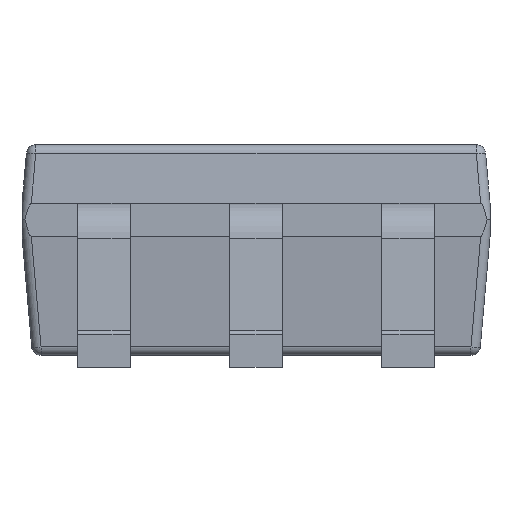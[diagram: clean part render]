
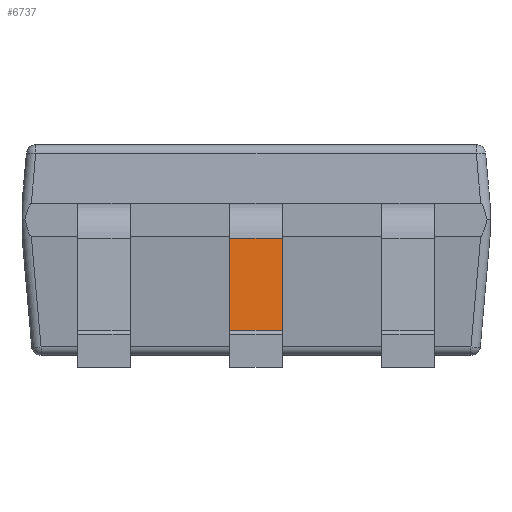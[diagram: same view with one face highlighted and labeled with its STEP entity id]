
A CAD part, left-side view. The second image highlights one B-rep face of the part: STEP entity #6737.
In plain terms, the highlighted planar face has unit normal (-0.998, 0, 0.071).
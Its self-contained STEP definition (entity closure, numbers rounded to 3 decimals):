
#863 = PLANE('',#864);
#864 = AXIS2_PLACEMENT_3D('',#865,#866,#867);
#865 = CARTESIAN_POINT('',(-0.85,0.113,0.16));
#866 = DIRECTION('',(0.,1.,0.));
#867 = DIRECTION('',(0.,0.,1.));
#994 = PLANE('',#995);
#995 = AXIS2_PLACEMENT_3D('',#996,#997,#998);
#996 = CARTESIAN_POINT('',(-0.85,-0.113,0.16));
#997 = DIRECTION('',(0.,1.,0.));
#998 = DIRECTION('',(0.,0.,1.));
#5844 = CYLINDRICAL_SURFACE('',#5845,0.02);
#5845 = AXIS2_PLACEMENT_3D('',#5846,#5847,#5848);
#5846 = CARTESIAN_POINT('',(-0.85,-0.113,0.16));
#5847 = DIRECTION('',(0.,1.,0.));
#5848 = DIRECTION('',(0.,0.,1.));
#6530 = CYLINDRICAL_SURFACE('',#6531,0.16);
#6531 = AXIS2_PLACEMENT_3D('',#6532,#6533,#6534);
#6532 = CARTESIAN_POINT('',(-0.642,-0.113,0.54));
#6533 = DIRECTION('',(0.,1.,0.));
#6534 = DIRECTION('',(0.,0.,1.));
#6590 = VERTEX_POINT('',#6591);
#6591 = CARTESIAN_POINT('',(-0.802,0.113,0.551));
#6639 = EDGE_CURVE('',#6640,#6590,#6642,.T.);
#6640 = VERTEX_POINT('',#6641);
#6641 = CARTESIAN_POINT('',(-0.802,-0.113,0.551));
#6642 = SURFACE_CURVE('',#6643,(#6647,#6676),.PCURVE_S1.);
#6643 = LINE('',#6644,#6645);
#6644 = CARTESIAN_POINT('',(-0.802,-0.113,0.551));
#6645 = VECTOR('',#6646,1.);
#6646 = DIRECTION('',(0.,1.,0.));
#6647 = PCURVE('',#6530,#6648);
#6648 = DEFINITIONAL_REPRESENTATION('',(#6649),#6675);
#6649 = B_SPLINE_CURVE_WITH_KNOTS('',3,(#6650,#6651,#6652,#6653,#6654,
    #6655,#6656,#6657,#6658,#6659,#6660,#6661,#6662,#6663,#6664,#6665,
    #6666,#6667,#6668,#6669,#6670,#6671,#6672,#6673,#6674),
  .UNSPECIFIED.,.F.,.F.,(4,1,1,1,1,1,1,1,1,1,1,1,1,1,1,1,1,1,1,1,1,1,4),
  (0.,0.01,0.02,0.031,
    0.041,0.051,0.061,
    0.072,0.082,0.092,
    0.102,0.113,0.123,0.133,0.143,
    0.153,0.164,0.174,0.184,
    0.194,0.205,0.215,0.225),
  .QUASI_UNIFORM_KNOTS.);
#6650 = CARTESIAN_POINT('',(4.784,0.));
#6651 = CARTESIAN_POINT('',(4.784,0.003));
#6652 = CARTESIAN_POINT('',(4.784,0.01));
#6653 = CARTESIAN_POINT('',(4.784,0.02));
#6654 = CARTESIAN_POINT('',(4.784,0.031));
#6655 = CARTESIAN_POINT('',(4.784,0.041));
#6656 = CARTESIAN_POINT('',(4.784,0.051));
#6657 = CARTESIAN_POINT('',(4.784,0.061));
#6658 = CARTESIAN_POINT('',(4.784,0.072));
#6659 = CARTESIAN_POINT('',(4.784,0.082));
#6660 = CARTESIAN_POINT('',(4.784,0.092));
#6661 = CARTESIAN_POINT('',(4.784,0.102));
#6662 = CARTESIAN_POINT('',(4.784,0.113));
#6663 = CARTESIAN_POINT('',(4.784,0.123));
#6664 = CARTESIAN_POINT('',(4.784,0.133));
#6665 = CARTESIAN_POINT('',(4.784,0.143));
#6666 = CARTESIAN_POINT('',(4.784,0.153));
#6667 = CARTESIAN_POINT('',(4.784,0.164));
#6668 = CARTESIAN_POINT('',(4.784,0.174));
#6669 = CARTESIAN_POINT('',(4.784,0.184));
#6670 = CARTESIAN_POINT('',(4.784,0.194));
#6671 = CARTESIAN_POINT('',(4.784,0.205));
#6672 = CARTESIAN_POINT('',(4.784,0.215));
#6673 = CARTESIAN_POINT('',(4.784,0.222));
#6674 = CARTESIAN_POINT('',(4.784,0.225));
#6675 = ( GEOMETRIC_REPRESENTATION_CONTEXT(2) 
PARAMETRIC_REPRESENTATION_CONTEXT() REPRESENTATION_CONTEXT('2D SPACE',''
  ) );
#6676 = PCURVE('',#6677,#6682);
#6677 = PLANE('',#6678);
#6678 = AXIS2_PLACEMENT_3D('',#6679,#6680,#6681);
#6679 = CARTESIAN_POINT('',(-0.802,-0.113,0.551));
#6680 = DIRECTION('',(0.997,0.,
    -0.071));
#6681 = DIRECTION('',(0.071,0.,
    0.997));
#6682 = DEFINITIONAL_REPRESENTATION('',(#6683),#6687);
#6683 = LINE('',#6684,#6685);
#6684 = CARTESIAN_POINT('',(0.,0.));
#6685 = VECTOR('',#6686,1.);
#6686 = DIRECTION('',(0.,-1.));
#6687 = ( GEOMETRIC_REPRESENTATION_CONTEXT(2) 
PARAMETRIC_REPRESENTATION_CONTEXT() REPRESENTATION_CONTEXT('2D SPACE',''
  ) );
#6737 = ADVANCED_FACE('',(#6738),#6677,.F.);
#6738 = FACE_BOUND('',#6739,.T.);
#6739 = EDGE_LOOP('',(#6740,#6763,#6808,#6829));
#6740 = ORIENTED_EDGE('',*,*,#6741,.T.);
#6741 = EDGE_CURVE('',#6590,#6742,#6744,.T.);
#6742 = VERTEX_POINT('',#6743);
#6743 = CARTESIAN_POINT('',(-0.83,0.113,0.159));
#6744 = SURFACE_CURVE('',#6745,(#6749,#6756),.PCURVE_S1.);
#6745 = LINE('',#6746,#6747);
#6746 = CARTESIAN_POINT('',(-0.802,0.113,0.551));
#6747 = VECTOR('',#6748,1.);
#6748 = DIRECTION('',(-0.071,0.,
    -0.997));
#6749 = PCURVE('',#6677,#6750);
#6750 = DEFINITIONAL_REPRESENTATION('',(#6751),#6755);
#6751 = LINE('',#6752,#6753);
#6752 = CARTESIAN_POINT('',(0.,-0.225));
#6753 = VECTOR('',#6754,1.);
#6754 = DIRECTION('',(-1.,0.));
#6755 = ( GEOMETRIC_REPRESENTATION_CONTEXT(2) 
PARAMETRIC_REPRESENTATION_CONTEXT() REPRESENTATION_CONTEXT('2D SPACE',''
  ) );
#6756 = PCURVE('',#863,#6757);
#6757 = DEFINITIONAL_REPRESENTATION('',(#6758),#6762);
#6758 = LINE('',#6759,#6760);
#6759 = CARTESIAN_POINT('',(0.391,0.048));
#6760 = VECTOR('',#6761,1.);
#6761 = DIRECTION('',(-0.997,-0.071));
#6762 = ( GEOMETRIC_REPRESENTATION_CONTEXT(2) 
PARAMETRIC_REPRESENTATION_CONTEXT() REPRESENTATION_CONTEXT('2D SPACE',''
  ) );
#6763 = ORIENTED_EDGE('',*,*,#6764,.F.);
#6764 = EDGE_CURVE('',#6765,#6742,#6767,.T.);
#6765 = VERTEX_POINT('',#6766);
#6766 = CARTESIAN_POINT('',(-0.83,-0.113,0.159));
#6767 = SURFACE_CURVE('',#6768,(#6772,#6779),.PCURVE_S1.);
#6768 = LINE('',#6769,#6770);
#6769 = CARTESIAN_POINT('',(-0.83,-0.113,0.159));
#6770 = VECTOR('',#6771,1.);
#6771 = DIRECTION('',(0.,1.,0.));
#6772 = PCURVE('',#6677,#6773);
#6773 = DEFINITIONAL_REPRESENTATION('',(#6774),#6778);
#6774 = LINE('',#6775,#6776);
#6775 = CARTESIAN_POINT('',(-0.394,0.));
#6776 = VECTOR('',#6777,1.);
#6777 = DIRECTION('',(0.,-1.));
#6778 = ( GEOMETRIC_REPRESENTATION_CONTEXT(2) 
PARAMETRIC_REPRESENTATION_CONTEXT() REPRESENTATION_CONTEXT('2D SPACE',''
  ) );
#6779 = PCURVE('',#5844,#6780);
#6780 = DEFINITIONAL_REPRESENTATION('',(#6781),#6807);
#6781 = B_SPLINE_CURVE_WITH_KNOTS('',3,(#6782,#6783,#6784,#6785,#6786,
    #6787,#6788,#6789,#6790,#6791,#6792,#6793,#6794,#6795,#6796,#6797,
    #6798,#6799,#6800,#6801,#6802,#6803,#6804,#6805,#6806),
  .UNSPECIFIED.,.F.,.F.,(4,1,1,1,1,1,1,1,1,1,1,1,1,1,1,1,1,1,1,1,1,1,4),
  (0.,0.01,0.02,0.031,
    0.041,0.051,0.061,
    0.072,0.082,0.092,
    0.102,0.113,0.123,0.133,0.143,
    0.153,0.164,0.174,0.184,
    0.194,0.205,0.215,0.225),
  .QUASI_UNIFORM_KNOTS.);
#6782 = CARTESIAN_POINT('',(1.642,0.));
#6783 = CARTESIAN_POINT('',(1.642,0.003));
#6784 = CARTESIAN_POINT('',(1.642,0.01));
#6785 = CARTESIAN_POINT('',(1.642,0.02));
#6786 = CARTESIAN_POINT('',(1.642,0.031));
#6787 = CARTESIAN_POINT('',(1.642,0.041));
#6788 = CARTESIAN_POINT('',(1.642,0.051));
#6789 = CARTESIAN_POINT('',(1.642,0.061));
#6790 = CARTESIAN_POINT('',(1.642,0.072));
#6791 = CARTESIAN_POINT('',(1.642,0.082));
#6792 = CARTESIAN_POINT('',(1.642,0.092));
#6793 = CARTESIAN_POINT('',(1.642,0.102));
#6794 = CARTESIAN_POINT('',(1.642,0.113));
#6795 = CARTESIAN_POINT('',(1.642,0.123));
#6796 = CARTESIAN_POINT('',(1.642,0.133));
#6797 = CARTESIAN_POINT('',(1.642,0.143));
#6798 = CARTESIAN_POINT('',(1.642,0.153));
#6799 = CARTESIAN_POINT('',(1.642,0.164));
#6800 = CARTESIAN_POINT('',(1.642,0.174));
#6801 = CARTESIAN_POINT('',(1.642,0.184));
#6802 = CARTESIAN_POINT('',(1.642,0.194));
#6803 = CARTESIAN_POINT('',(1.642,0.205));
#6804 = CARTESIAN_POINT('',(1.642,0.215));
#6805 = CARTESIAN_POINT('',(1.642,0.222));
#6806 = CARTESIAN_POINT('',(1.642,0.225));
#6807 = ( GEOMETRIC_REPRESENTATION_CONTEXT(2) 
PARAMETRIC_REPRESENTATION_CONTEXT() REPRESENTATION_CONTEXT('2D SPACE',''
  ) );
#6808 = ORIENTED_EDGE('',*,*,#6809,.F.);
#6809 = EDGE_CURVE('',#6640,#6765,#6810,.T.);
#6810 = SURFACE_CURVE('',#6811,(#6815,#6822),.PCURVE_S1.);
#6811 = LINE('',#6812,#6813);
#6812 = CARTESIAN_POINT('',(-0.802,-0.113,0.551));
#6813 = VECTOR('',#6814,1.);
#6814 = DIRECTION('',(-0.071,0.,
    -0.997));
#6815 = PCURVE('',#6677,#6816);
#6816 = DEFINITIONAL_REPRESENTATION('',(#6817),#6821);
#6817 = LINE('',#6818,#6819);
#6818 = CARTESIAN_POINT('',(0.,0.));
#6819 = VECTOR('',#6820,1.);
#6820 = DIRECTION('',(-1.,0.));
#6821 = ( GEOMETRIC_REPRESENTATION_CONTEXT(2) 
PARAMETRIC_REPRESENTATION_CONTEXT() REPRESENTATION_CONTEXT('2D SPACE',''
  ) );
#6822 = PCURVE('',#994,#6823);
#6823 = DEFINITIONAL_REPRESENTATION('',(#6824),#6828);
#6824 = LINE('',#6825,#6826);
#6825 = CARTESIAN_POINT('',(0.391,0.048));
#6826 = VECTOR('',#6827,1.);
#6827 = DIRECTION('',(-0.997,-0.071));
#6828 = ( GEOMETRIC_REPRESENTATION_CONTEXT(2) 
PARAMETRIC_REPRESENTATION_CONTEXT() REPRESENTATION_CONTEXT('2D SPACE',''
  ) );
#6829 = ORIENTED_EDGE('',*,*,#6639,.T.);
